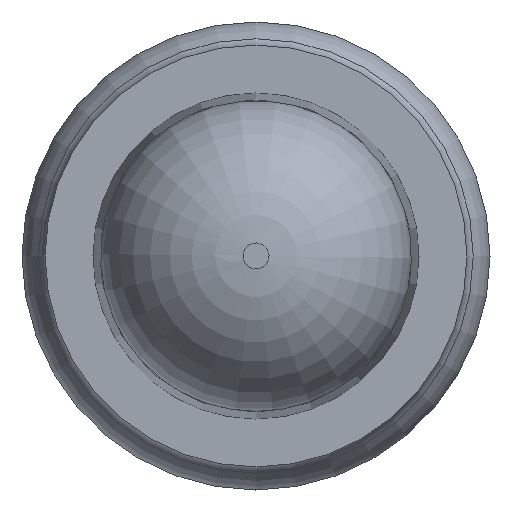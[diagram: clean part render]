
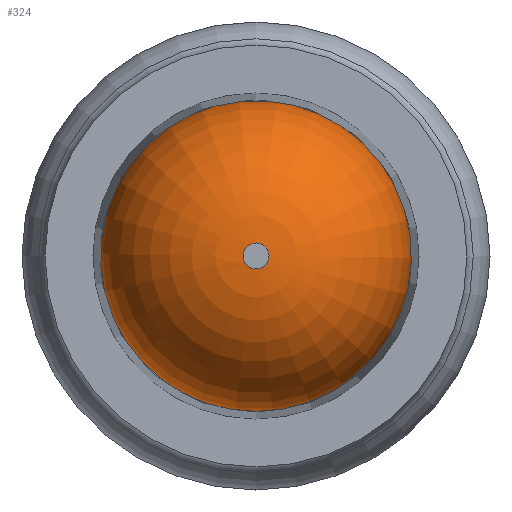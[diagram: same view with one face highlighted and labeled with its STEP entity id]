
A CAD part, left-side view. The second image highlights one B-rep face of the part: STEP entity #324.
In plain terms, the highlighted toroidal (fillet/blend) face has major radius 0.035 mm and minor radius 0.419 mm.
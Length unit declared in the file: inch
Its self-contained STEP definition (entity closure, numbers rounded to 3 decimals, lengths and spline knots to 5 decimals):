
#15 = DIRECTION ( 'NONE',  ( 0., 0.974, -0.228 ) ) ;
#17 = CARTESIAN_POINT ( 'NONE',  ( -0.2935, 0.01739, -0.00407 ) ) ;
#31 = CIRCLE ( 'NONE', #102, 0.01786 ) ;
#40 = EDGE_LOOP ( 'NONE', ( #301 ) ) ;
#70 = CARTESIAN_POINT ( 'NONE',  ( -0.2935, 0., 0. ) ) ;
#102 = AXIS2_PLACEMENT_3D ( 'NONE', #70, #208, #122 ) ;
#111 = DIRECTION ( 'NONE',  ( -1., 0., 0. ) ) ;
#122 = DIRECTION ( 'NONE',  ( 0., 0.974, -0.228 ) ) ;
#190 = EDGE_CURVE ( 'NONE', #283, #283, #459, .T. ) ;
#195 = VERTEX_POINT ( 'NONE', #17 ) ;
#208 = DIRECTION ( 'NONE',  ( -1., 0., 0. ) ) ;
#223 = ORIENTED_EDGE ( 'NONE', *, *, #190, .F. ) ;
#228 = TOROIDAL_SURFACE ( 'NONE', #245, 0.00136, 0.0165 ) ;
#233 = FACE_OUTER_BOUND ( 'NONE', #251, .T. ) ;
#245 = AXIS2_PLACEMENT_3D ( 'NONE', #457, #470, #15 ) ;
#251 = EDGE_LOOP ( 'NONE', ( #223 ) ) ;
#283 = VERTEX_POINT ( 'NONE', #469 ) ;
#301 = ORIENTED_EDGE ( 'NONE', *, *, #449, .T. ) ;
#316 = CARTESIAN_POINT ( 'NONE',  ( -0.31, 0., 0. ) ) ;
#324 = ADVANCED_FACE ( 'NONE', ( #233, #559 ), #228, .T. ) ;
#444 = AXIS2_PLACEMENT_3D ( 'NONE', #316, #111, #476 ) ;
#449 = EDGE_CURVE ( 'NONE', #195, #195, #31, .T. ) ;
#457 = CARTESIAN_POINT ( 'NONE',  ( -0.2935, 0., 0. ) ) ;
#459 = CIRCLE ( 'NONE', #444, 0.0015 ) ;
#469 = CARTESIAN_POINT ( 'NONE',  ( -0.31, 0.00146, -0.00034 ) ) ;
#470 = DIRECTION ( 'NONE',  ( -1., 0., 0. ) ) ;
#476 = DIRECTION ( 'NONE',  ( 0., 0.974, -0.228 ) ) ;
#559 = FACE_OUTER_BOUND ( 'NONE', #40, .T. ) ;
